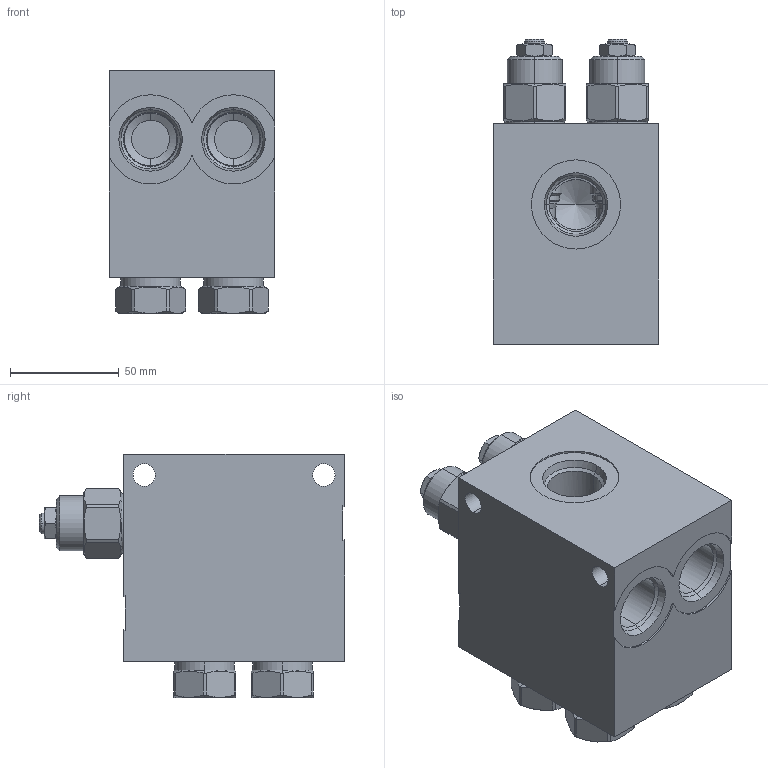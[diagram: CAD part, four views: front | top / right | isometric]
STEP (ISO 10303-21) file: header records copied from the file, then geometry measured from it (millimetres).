
FILE_DESCRIPTION((''),'2;1');
FILE_NAME('YCEPLHNAL_ASM','2019-10-17T',('ProEService'),(''),'PRO/ENGINEER BY PARAMETRIC TECHNOLOGY CORPORATION, 2014200','PRO/ENGINEER BY PARAMETRIC TECHNOLOGY CORPORATION, 2014200','');
FILE_SCHEMA(('CONFIG_CONTROL_DESIGN'));
Length unit declared in the file: inch
Products named in the file (5): 150-053-004; CXFAXAN; CXEDXAN; CBEALHN; YCEPLHNAL_ASM
Assembly tree (7 placements, depth 2):
  YCEPLHNAL_ASM
    150-053-004
    CXFAXAN  x2
    CXEDXAN  x2
    CBEALHN  x2
Bounding box: 76.2 x 140.26 x 111.91 mm (x, y, z)
Volume: 680906.7 mm3; surface area: 141231.4 mm2
Topology: 21 solids, 25 shells, 1095 faces, 2972 edges, 2159 vertices
Faces by surface type: cylinder 418, plane 235, cone 230, torus 148, revolution 56, sphere 8
Entity records: 26058 total; most frequent: CARTESIAN_POINT 8382, DIRECTION 3837, ORIENTED_EDGE 3040, EDGE_CURVE 1520, AXIS2_PLACEMENT_3D 1420, VECTOR 969, LINE 969, VERTEX_POINT 920
